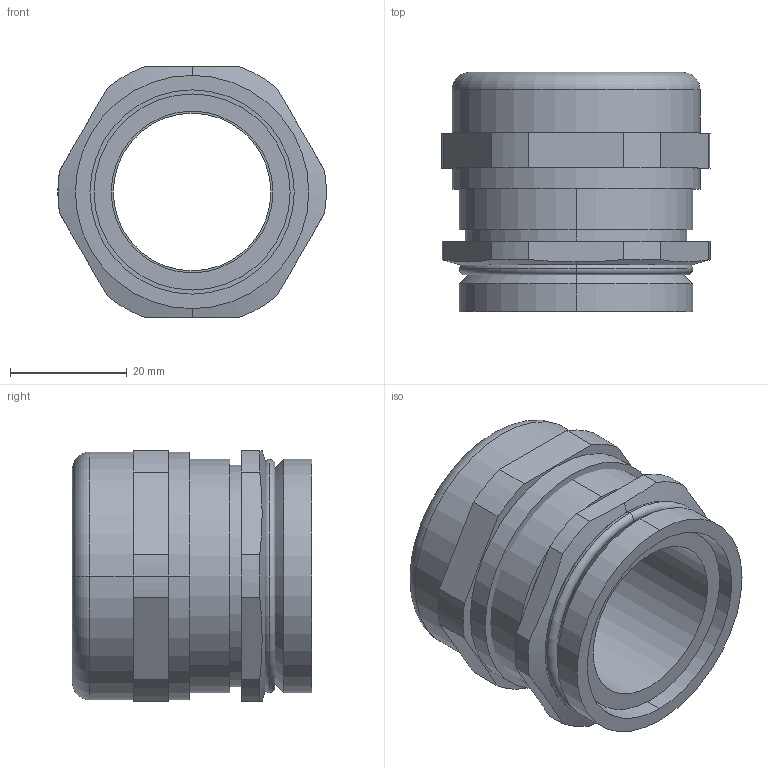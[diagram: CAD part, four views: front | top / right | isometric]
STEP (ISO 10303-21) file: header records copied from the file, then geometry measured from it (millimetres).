
FILE_DESCRIPTION (( 'STEP AP214' ), '1' );
FILE_NAME ('2086048.stp', '2020-01-09T14:53:28', ( '' ), ( '' ), 'SwSTEP 2.0', 'SolidWorks 2018', '' );
FILE_SCHEMA (( 'AUTOMOTIVE_DESIGN' ));
Length unit declared in the file: millimetre
Products named in the file (6): 011359_M40 2086048; 012279_M40 2086181; 012463_M40 2086181; 2086048; EV743_M40; 011344_M40 2086181
Assembly tree (5 placements, depth 2):
  2086048
    011359_M40 2086048
    EV743_M40
    012279_M40 2086181
    012463_M40 2086181
    011344_M40 2086181
Bounding box: 45.97 x 41 x 43 mm (x, y, z)
Volume: 29435.4 mm3; surface area: 26911.6 mm2
Topology: 5 solids, 5 shells, 91 faces, 205 edges, 128 vertices
Faces by surface type: cylinder 41, plane 26, cone 16, torus 8
Entity records: 2861 total; most frequent: DIRECTION 505, CARTESIAN_POINT 464, ORIENTED_EDGE 410, AXIS2_PLACEMENT_3D 209, EDGE_CURVE 205, VERTEX_POINT 128, CIRCLE 110, EDGE_LOOP 105
